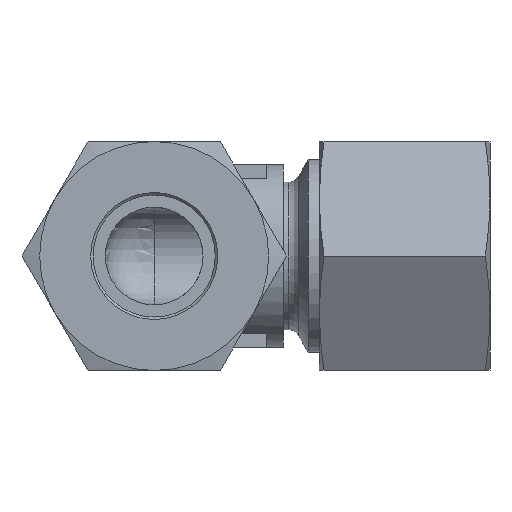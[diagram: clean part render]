
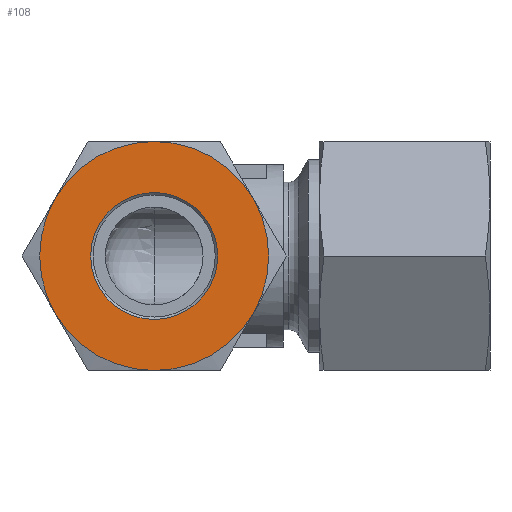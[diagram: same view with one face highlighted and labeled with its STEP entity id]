
A CAD part, front view. The second image highlights one B-rep face of the part: STEP entity #108.
In plain terms, the highlighted planar face has unit normal (0, -1, 0).
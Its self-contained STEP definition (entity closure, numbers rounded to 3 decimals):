
#108 = ADVANCED_FACE( '', ( #239, #240 ), #241, .F. );
#239 = FACE_BOUND( '', #437, .T. );
#240 = FACE_OUTER_BOUND( '', #438, .T. );
#241 = PLANE( '', #439 );
#437 = EDGE_LOOP( '', ( #793 ) );
#438 = EDGE_LOOP( '', ( #794, #795, #796, #797, #798, #799 ) );
#439 = AXIS2_PLACEMENT_3D( '', #800, #801, #802 );
#793 = ORIENTED_EDGE( '', *, *, #1232, .F. );
#794 = ORIENTED_EDGE( '', *, *, #1240, .T. );
#795 = ORIENTED_EDGE( '', *, *, #1239, .T. );
#796 = ORIENTED_EDGE( '', *, *, #1234, .T. );
#797 = ORIENTED_EDGE( '', *, *, #1204, .T. );
#798 = ORIENTED_EDGE( '', *, *, #1215, .T. );
#799 = ORIENTED_EDGE( '', *, *, #1241, .T. );
#800 = CARTESIAN_POINT( '', ( 15., -44., 0. ) );
#801 = DIRECTION( '', ( 0., 1., 0. ) );
#802 = DIRECTION( '', ( -1., 0., 0. ) );
#1204 = EDGE_CURVE( '', #1414, #1415, #1416, .T. );
#1215 = EDGE_CURVE( '', #1415, #1431, #1433, .T. );
#1232 = EDGE_CURVE( '', #1459, #1459, #1460, .T. );
#1234 = EDGE_CURVE( '', #1446, #1414, #1463, .T. );
#1239 = EDGE_CURVE( '', #1439, #1446, #1471, .T. );
#1240 = EDGE_CURVE( '', #1455, #1439, #1472, .T. );
#1241 = EDGE_CURVE( '', #1431, #1455, #1473, .T. );
#1414 = VERTEX_POINT( '', #1793 );
#1415 = VERTEX_POINT( '', #1794 );
#1416 = CIRCLE( '', #1795, 15. );
#1431 = VERTEX_POINT( '', #1835 );
#1433 = CIRCLE( '', #1842, 15. );
#1439 = VERTEX_POINT( '', #1859 );
#1446 = VERTEX_POINT( '', #1878 );
#1455 = VERTEX_POINT( '', #1909 );
#1459 = VERTEX_POINT( '', #1928 );
#1460 = CIRCLE( '', #1929, 8.32 );
#1463 = CIRCLE( '', #1932, 15. );
#1471 = CIRCLE( '', #1945, 15. );
#1472 = CIRCLE( '', #1946, 15. );
#1473 = CIRCLE( '', #1947, 15. );
#1793 = CARTESIAN_POINT( '', ( 0., -44., 15. ) );
#1794 = CARTESIAN_POINT( '', ( -12.99, -44., 7.5 ) );
#1795 = AXIS2_PLACEMENT_3D( '', #2337, #2338, #2339 );
#1835 = CARTESIAN_POINT( '', ( -12.99, -44., -7.5 ) );
#1842 = AXIS2_PLACEMENT_3D( '', #2352, #2353, #2354 );
#1859 = CARTESIAN_POINT( '', ( 12.99, -44., -7.5 ) );
#1878 = CARTESIAN_POINT( '', ( 12.99, -44., 7.5 ) );
#1909 = CARTESIAN_POINT( '', ( 0., -44., -15. ) );
#1928 = CARTESIAN_POINT( '', ( 8.32, -44., 0. ) );
#1929 = AXIS2_PLACEMENT_3D( '', #2360, #2361, #2362 );
#1932 = AXIS2_PLACEMENT_3D( '', #2366, #2367, #2368 );
#1945 = AXIS2_PLACEMENT_3D( '', #2378, #2379, #2380 );
#1946 = AXIS2_PLACEMENT_3D( '', #2381, #2382, #2383 );
#1947 = AXIS2_PLACEMENT_3D( '', #2384, #2385, #2386 );
#2337 = CARTESIAN_POINT( '', ( 0., -44., 0. ) );
#2338 = DIRECTION( '', ( 0., -1., 0. ) );
#2339 = DIRECTION( '', ( 1., 0., 0. ) );
#2352 = CARTESIAN_POINT( '', ( 0., -44., 0. ) );
#2353 = DIRECTION( '', ( 0., -1., 0. ) );
#2354 = DIRECTION( '', ( 1., 0., 0. ) );
#2360 = CARTESIAN_POINT( '', ( 0., -44., 0. ) );
#2361 = DIRECTION( '', ( 0., -1., 0. ) );
#2362 = DIRECTION( '', ( 1., 0., 0. ) );
#2366 = CARTESIAN_POINT( '', ( 0., -44., 0. ) );
#2367 = DIRECTION( '', ( 0., -1., 0. ) );
#2368 = DIRECTION( '', ( 1., 0., 0. ) );
#2378 = CARTESIAN_POINT( '', ( 0., -44., 0. ) );
#2379 = DIRECTION( '', ( 0., -1., 0. ) );
#2380 = DIRECTION( '', ( 1., 0., 0. ) );
#2381 = CARTESIAN_POINT( '', ( 0., -44., 0. ) );
#2382 = DIRECTION( '', ( 0., -1., 0. ) );
#2383 = DIRECTION( '', ( 1., 0., 0. ) );
#2384 = CARTESIAN_POINT( '', ( 0., -44., 0. ) );
#2385 = DIRECTION( '', ( 0., -1., 0. ) );
#2386 = DIRECTION( '', ( 1., 0., 0. ) );
